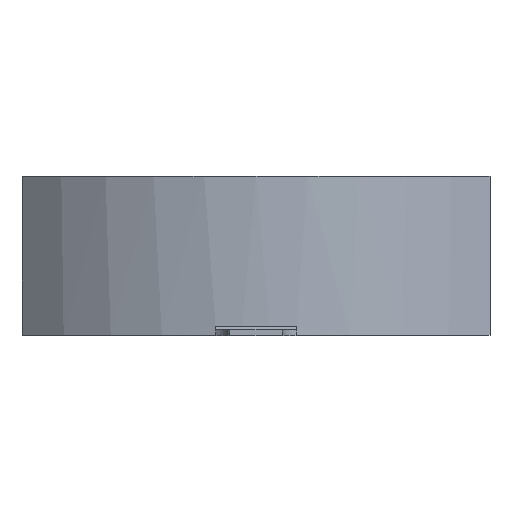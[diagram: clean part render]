
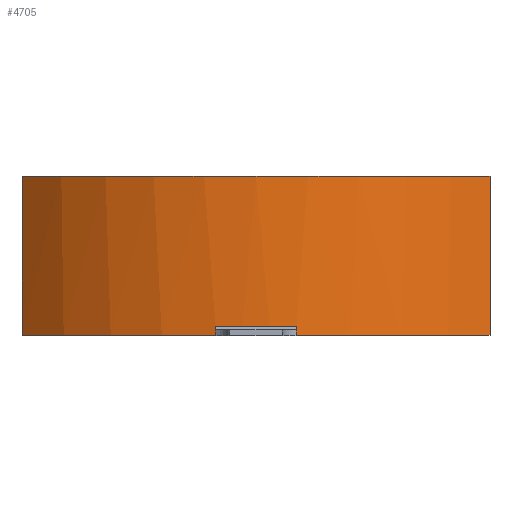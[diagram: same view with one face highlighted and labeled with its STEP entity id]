
A CAD part, left-side view. The second image highlights one B-rep face of the part: STEP entity #4705.
In plain terms, the highlighted cylindrical face has radius 11.15 mm (diameter 22.3 mm), a partial arc.
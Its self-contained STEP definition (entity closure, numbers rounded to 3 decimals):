
#273=FACE_OUTER_BOUND('',#491,.T.);
#491=EDGE_LOOP('',(#3444,#3445,#3446,#3447,#3448,#3449,#3450,#3451));
#711=CIRCLE('',#4997,11.15);
#712=CIRCLE('',#4998,11.15);
#713=CIRCLE('',#4999,11.15);
#714=CIRCLE('',#5000,11.15);
#931=LINE('',#7025,#1484);
#932=LINE('',#7029,#1485);
#933=LINE('',#7033,#1486);
#934=LINE('',#7036,#1487);
#1484=VECTOR('',#5633,1000.);
#1485=VECTOR('',#5636,1000.);
#1486=VECTOR('',#5639,1000.);
#1487=VECTOR('',#5642,1000.);
#2043=VERTEX_POINT('',#7021);
#2044=VERTEX_POINT('',#7022);
#2045=VERTEX_POINT('',#7024);
#2046=VERTEX_POINT('',#7026);
#2047=VERTEX_POINT('',#7028);
#2048=VERTEX_POINT('',#7030);
#2049=VERTEX_POINT('',#7032);
#2050=VERTEX_POINT('',#7034);
#2559=EDGE_CURVE('',#2043,#2044,#711,.T.);
#2560=EDGE_CURVE('',#2045,#2043,#931,.T.);
#2561=EDGE_CURVE('',#2045,#2046,#712,.T.);
#2562=EDGE_CURVE('',#2046,#2047,#932,.T.);
#2563=EDGE_CURVE('',#2048,#2047,#713,.T.);
#2564=EDGE_CURVE('',#2048,#2049,#933,.T.);
#2565=EDGE_CURVE('',#2049,#2050,#714,.T.);
#2566=EDGE_CURVE('',#2044,#2050,#934,.T.);
#3444=ORIENTED_EDGE('',*,*,#2559,.F.);
#3445=ORIENTED_EDGE('',*,*,#2560,.F.);
#3446=ORIENTED_EDGE('',*,*,#2561,.T.);
#3447=ORIENTED_EDGE('',*,*,#2562,.T.);
#3448=ORIENTED_EDGE('',*,*,#2563,.F.);
#3449=ORIENTED_EDGE('',*,*,#2564,.T.);
#3450=ORIENTED_EDGE('',*,*,#2565,.T.);
#3451=ORIENTED_EDGE('',*,*,#2566,.F.);
#4389=CYLINDRICAL_SURFACE('',#4996,11.15);
#4705=ADVANCED_FACE('',(#273),#4389,.T.);
#4996=AXIS2_PLACEMENT_3D('',#7020,#5629,#5630);
#4997=AXIS2_PLACEMENT_3D('',#7023,#5631,#5632);
#4998=AXIS2_PLACEMENT_3D('',#7027,#5634,#5635);
#4999=AXIS2_PLACEMENT_3D('',#7031,#5637,#5638);
#5000=AXIS2_PLACEMENT_3D('',#7035,#5640,#5641);
#5629=DIRECTION('center_axis',(0.,0.,-1.));
#5630=DIRECTION('ref_axis',(-1.,0.,0.));
#5631=DIRECTION('center_axis',(0.,0.,1.));
#5632=DIRECTION('ref_axis',(1.,0.,0.));
#5633=DIRECTION('',(0.,0.,1.));
#5634=DIRECTION('center_axis',(0.,0.,1.));
#5635=DIRECTION('ref_axis',(1.,0.,0.));
#5636=DIRECTION('',(0.,0.,1.));
#5637=DIRECTION('center_axis',(0.,0.,-1.));
#5638=DIRECTION('ref_axis',(-1.,0.,0.));
#5639=DIRECTION('',(0.,0.,-1.));
#5640=DIRECTION('center_axis',(0.,0.,1.));
#5641=DIRECTION('ref_axis',(1.,0.,0.));
#5642=DIRECTION('',(0.,0.,-1.));
#7020=CARTESIAN_POINT('Origin',(-1.55,0.,5.4));
#7021=CARTESIAN_POINT('',(-9.368,7.95,5.4));
#7022=CARTESIAN_POINT('',(-9.368,-7.95,5.4));
#7023=CARTESIAN_POINT('Origin',(-1.55,0.,5.4));
#7024=CARTESIAN_POINT('',(-9.368,7.95,0.));
#7025=CARTESIAN_POINT('',(-9.368,7.95,5.4));
#7026=CARTESIAN_POINT('',(-12.615,1.375,0.));
#7027=CARTESIAN_POINT('Origin',(-1.55,0.,0.));
#7028=CARTESIAN_POINT('',(-12.615,1.375,0.3));
#7029=CARTESIAN_POINT('',(-12.615,1.375,5.4));
#7030=CARTESIAN_POINT('',(-12.615,-1.375,0.3));
#7031=CARTESIAN_POINT('Origin',(-1.55,0.,0.3));
#7032=CARTESIAN_POINT('',(-12.615,-1.375,0.));
#7033=CARTESIAN_POINT('',(-12.615,-1.375,5.4));
#7034=CARTESIAN_POINT('',(-9.368,-7.95,0.));
#7035=CARTESIAN_POINT('Origin',(-1.55,0.,0.));
#7036=CARTESIAN_POINT('',(-9.368,-7.95,5.4));
